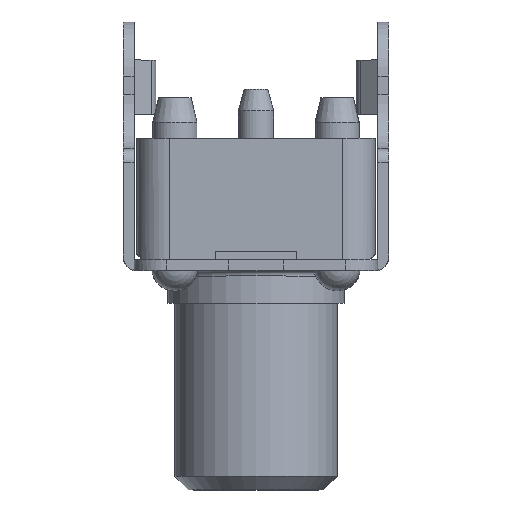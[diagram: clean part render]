
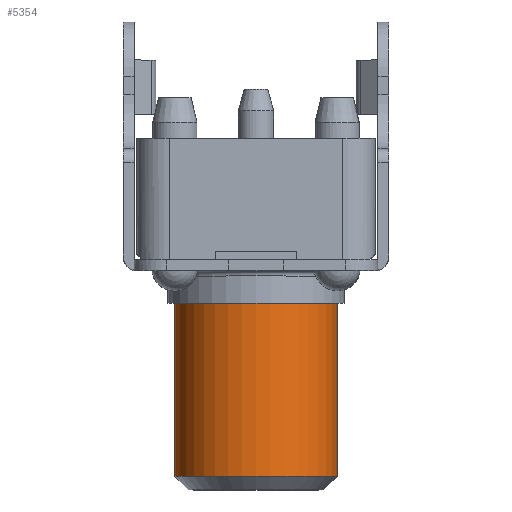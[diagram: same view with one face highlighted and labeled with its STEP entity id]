
A CAD part, top view. The second image highlights one B-rep face of the part: STEP entity #5354.
In plain terms, the highlighted cylindrical face has radius 3 mm (diameter 6 mm), a partial arc.
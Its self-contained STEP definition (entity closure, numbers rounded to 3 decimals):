
#414 = FACE_OUTER_BOUND ( 'NONE', #8756, .T. ) ;
#415 = CYLINDRICAL_SURFACE ( 'NONE', #573, 3. ) ;
#573 = AXIS2_PLACEMENT_3D ( 'NONE', #8449, #8441, #8440 ) ;
#978 = AXIS2_PLACEMENT_3D ( 'NONE', #2416, #2417, #2418 ) ;
#2416 = CARTESIAN_POINT ( 'NONE',  ( 0., 0., -1.6 ) ) ;
#2417 = DIRECTION ( 'NONE',  ( 0., 0., 1. ) ) ;
#2418 = DIRECTION ( 'NONE',  ( -1., 0., 0. ) ) ;
#2993 = CIRCLE ( 'NONE', #978, 3. ) ;
#4170 = CARTESIAN_POINT ( 'NONE',  ( -3., 0., 6.41 ) ) ;
#4171 = DIRECTION ( 'NONE',  ( 0., 0., 1. ) ) ;
#4172 = CARTESIAN_POINT ( 'NONE',  ( 0., 0., -8. ) ) ;
#4174 = DIRECTION ( 'NONE',  ( 0., 0., 1. ) ) ;
#4175 = DIRECTION ( 'NONE',  ( -1., 0., 0. ) ) ;
#4176 = CARTESIAN_POINT ( 'NONE',  ( 3., 0., 6.41 ) ) ;
#4177 = DIRECTION ( 'NONE',  ( 0., 0., 1. ) ) ;
#4673 = LINE ( 'NONE', #4170, #4684 ) ;
#4676 = LINE ( 'NONE', #4176, #4683 ) ;
#4683 = VECTOR ( 'NONE', #4177, 1000. ) ;
#4684 = VECTOR ( 'NONE', #4171, 1000. ) ;
#4689 = CIRCLE ( 'NONE', #4910, 3. ) ;
#4910 = AXIS2_PLACEMENT_3D ( 'NONE', #4172, #4174, #4175 ) ;
#5051 = VERTEX_POINT ( 'NONE', #7192 ) ;
#5160 = VERTEX_POINT ( 'NONE', #7271 ) ;
#5194 = VERTEX_POINT ( 'NONE', #7305 ) ;
#5227 = VERTEX_POINT ( 'NONE', #7338 ) ;
#5354 = ADVANCED_FACE ( 'NONE', ( #414 ), #415, .T. ) ;
#6239 = EDGE_CURVE ( 'NONE', #5227, #5160, #2993, .T. ) ;
#7192 = CARTESIAN_POINT ( 'NONE',  ( -3., 0., -8. ) ) ;
#7271 = CARTESIAN_POINT ( 'NONE',  ( -3., 0., -1.6 ) ) ;
#7305 = CARTESIAN_POINT ( 'NONE',  ( 3., 0., -8. ) ) ;
#7338 = CARTESIAN_POINT ( 'NONE',  ( 3., 0., -1.6 ) ) ;
#8440 = DIRECTION ( 'NONE',  ( -1., 0., 0. ) ) ;
#8441 = DIRECTION ( 'NONE',  ( 0., 0., 1. ) ) ;
#8449 = CARTESIAN_POINT ( 'NONE',  ( 0., 0., 6.41 ) ) ;
#8756 = EDGE_LOOP ( 'NONE', ( #8967, #8968, #8969, #8970 ) ) ;
#8967 = ORIENTED_EDGE ( 'NONE', *, *, #9183, .F. ) ;
#8968 = ORIENTED_EDGE ( 'NONE', *, *, #9182, .T. ) ;
#8969 = ORIENTED_EDGE ( 'NONE', *, *, #9181, .T. ) ;
#8970 = ORIENTED_EDGE ( 'NONE', *, *, #6239, .F. ) ;
#9181 = EDGE_CURVE ( 'NONE', #5051, #5160, #4673, .T. ) ;
#9182 = EDGE_CURVE ( 'NONE', #5194, #5051, #4689, .T. ) ;
#9183 = EDGE_CURVE ( 'NONE', #5194, #5227, #4676, .T. ) ;
